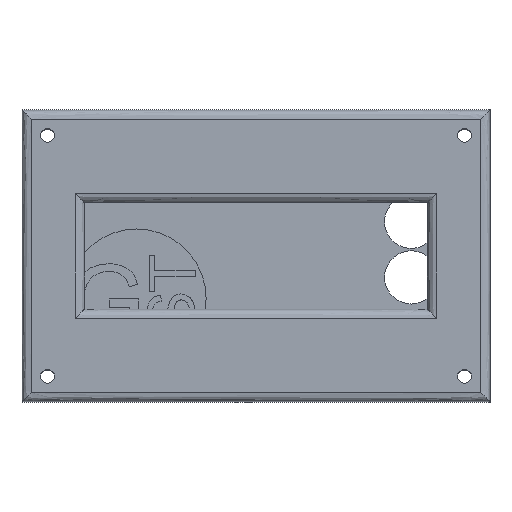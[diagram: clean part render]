
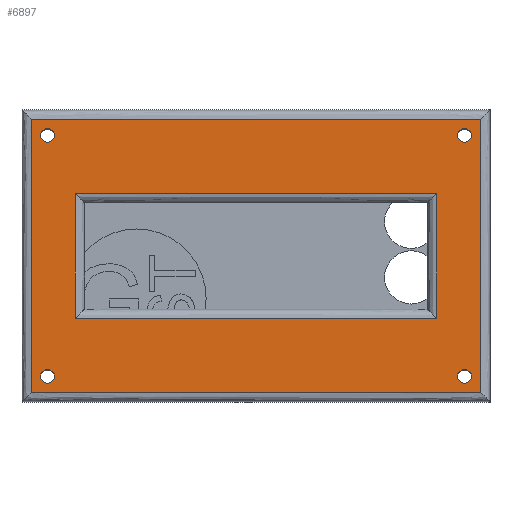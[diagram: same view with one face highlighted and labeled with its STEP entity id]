
A CAD part, top view. The second image highlights one B-rep face of the part: STEP entity #6897.
In plain terms, the highlighted planar face has unit normal (0, 0, 1).
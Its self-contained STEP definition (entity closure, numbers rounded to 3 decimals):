
#275=B_SPLINE_CURVE_WITH_KNOTS('',3,(#9067,#9068,#9069,#9070),
 .UNSPECIFIED.,.F.,.F.,(4,4),(-7.598,0.198),
 .UNSPECIFIED.);
#279=B_SPLINE_CURVE_WITH_KNOTS('',3,(#9134,#9135,#9136,#9137),
 .UNSPECIFIED.,.F.,.F.,(4,4),(-2.498,0.198),
 .UNSPECIFIED.);
#282=B_SPLINE_CURVE_WITH_KNOTS('',3,(#9186,#9187,#9188,#9189),
 .UNSPECIFIED.,.F.,.F.,(4,4),(-7.598,0.198),
 .UNSPECIFIED.);
#286=B_SPLINE_CURVE_WITH_KNOTS('',3,(#9241,#9242,#9243,#9244),
 .UNSPECIFIED.,.F.,.F.,(4,4),(-2.498,0.198),
 .UNSPECIFIED.);
#789=FACE_BOUND('',#1404,.T.);
#790=FACE_BOUND('',#1405,.T.);
#791=FACE_BOUND('',#1406,.T.);
#792=FACE_BOUND('',#1407,.T.);
#793=FACE_BOUND('',#1408,.T.);
#901=CIRCLE('',#7365,1.5);
#902=CIRCLE('',#7366,1.5);
#903=CIRCLE('',#7367,1.5);
#904=CIRCLE('',#7368,1.5);
#983=FACE_OUTER_BOUND('',#1403,.T.);
#1403=EDGE_LOOP('',(#4887,#4888,#4889,#4890));
#1404=EDGE_LOOP('',(#4891));
#1405=EDGE_LOOP('',(#4892));
#1406=EDGE_LOOP('',(#4893));
#1407=EDGE_LOOP('',(#4894));
#1408=EDGE_LOOP('',(#4895,#4896,#4897,#4898));
#1845=LINE('',#9258,#2357);
#1846=LINE('',#9260,#2358);
#1847=LINE('',#9262,#2359);
#1848=LINE('',#9263,#2360);
#2357=VECTOR('',#7808,10.);
#2358=VECTOR('',#7809,10.);
#2359=VECTOR('',#7810,10.);
#2360=VECTOR('',#7811,10.);
#2900=VERTEX_POINT('',#9065);
#2901=VERTEX_POINT('',#9066);
#2904=VERTEX_POINT('',#9133);
#2906=VERTEX_POINT('',#9185);
#2911=VERTEX_POINT('',#9256);
#2912=VERTEX_POINT('',#9257);
#2913=VERTEX_POINT('',#9259);
#2914=VERTEX_POINT('',#9261);
#2915=VERTEX_POINT('',#9264);
#2916=VERTEX_POINT('',#9266);
#2917=VERTEX_POINT('',#9268);
#2918=VERTEX_POINT('',#9270);
#3658=EDGE_CURVE('',#2900,#2901,#275,.T.);
#3662=EDGE_CURVE('',#2901,#2904,#279,.T.);
#3665=EDGE_CURVE('',#2904,#2906,#282,.T.);
#3669=EDGE_CURVE('',#2906,#2900,#286,.T.);
#3675=EDGE_CURVE('',#2911,#2912,#1845,.T.);
#3676=EDGE_CURVE('',#2912,#2913,#1846,.T.);
#3677=EDGE_CURVE('',#2913,#2914,#1847,.T.);
#3678=EDGE_CURVE('',#2914,#2911,#1848,.T.);
#3679=EDGE_CURVE('',#2915,#2915,#901,.T.);
#3680=EDGE_CURVE('',#2916,#2916,#902,.T.);
#3681=EDGE_CURVE('',#2917,#2917,#903,.T.);
#3682=EDGE_CURVE('',#2918,#2918,#904,.T.);
#4887=ORIENTED_EDGE('',*,*,#3675,.T.);
#4888=ORIENTED_EDGE('',*,*,#3676,.T.);
#4889=ORIENTED_EDGE('',*,*,#3677,.T.);
#4890=ORIENTED_EDGE('',*,*,#3678,.T.);
#4891=ORIENTED_EDGE('',*,*,#3679,.T.);
#4892=ORIENTED_EDGE('',*,*,#3680,.T.);
#4893=ORIENTED_EDGE('',*,*,#3681,.T.);
#4894=ORIENTED_EDGE('',*,*,#3682,.T.);
#4895=ORIENTED_EDGE('',*,*,#3658,.F.);
#4896=ORIENTED_EDGE('',*,*,#3669,.F.);
#4897=ORIENTED_EDGE('',*,*,#3665,.F.);
#4898=ORIENTED_EDGE('',*,*,#3662,.F.);
#6739=PLANE('',#7364);
#6897=ADVANCED_FACE('',(#983,#789,#790,#791,#792,#793),#6739,.T.);
#7364=AXIS2_PLACEMENT_3D('',#9255,#7806,#7807);
#7365=AXIS2_PLACEMENT_3D('',#9265,#7812,#7813);
#7366=AXIS2_PLACEMENT_3D('',#9267,#7814,#7815);
#7367=AXIS2_PLACEMENT_3D('',#9269,#7816,#7817);
#7368=AXIS2_PLACEMENT_3D('',#9271,#7818,#7819);
#7806=DIRECTION('center_axis',(0.,0.,1.));
#7807=DIRECTION('ref_axis',(1.,0.,0.));
#7808=DIRECTION('',(0.,1.,0.));
#7809=DIRECTION('',(-1.,0.,0.));
#7810=DIRECTION('',(0.,-1.,0.));
#7811=DIRECTION('',(1.,0.,0.));
#7812=DIRECTION('center_axis',(0.,0.,-1.));
#7813=DIRECTION('ref_axis',(1.,0.,0.));
#7814=DIRECTION('center_axis',(0.,0.,-1.));
#7815=DIRECTION('ref_axis',(1.,0.,0.));
#7816=DIRECTION('center_axis',(0.,0.,-1.));
#7817=DIRECTION('ref_axis',(1.,0.,0.));
#7818=DIRECTION('center_axis',(0.,0.,-1.));
#7819=DIRECTION('ref_axis',(1.,0.,0.));
#9065=CARTESIAN_POINT('',(11.52,18.02,80.));
#9066=CARTESIAN_POINT('',(89.48,18.02,80.));
#9067=CARTESIAN_POINT('Ctrl Pts',(11.52,18.02,80.));
#9068=CARTESIAN_POINT('Ctrl Pts',(37.514,18.02,80.));
#9069=CARTESIAN_POINT('Ctrl Pts',(63.486,18.02,80.));
#9070=CARTESIAN_POINT('Ctrl Pts',(89.48,18.02,80.));
#9133=CARTESIAN_POINT('',(89.48,44.98,80.));
#9134=CARTESIAN_POINT('Ctrl Pts',(89.48,18.02,80.));
#9135=CARTESIAN_POINT('Ctrl Pts',(89.48,27.008,80.));
#9136=CARTESIAN_POINT('Ctrl Pts',(89.48,35.992,80.));
#9137=CARTESIAN_POINT('Ctrl Pts',(89.48,44.98,80.));
#9185=CARTESIAN_POINT('',(11.52,44.98,80.));
#9186=CARTESIAN_POINT('Ctrl Pts',(89.48,44.98,80.));
#9187=CARTESIAN_POINT('Ctrl Pts',(63.486,44.98,80.));
#9188=CARTESIAN_POINT('Ctrl Pts',(37.514,44.98,80.));
#9189=CARTESIAN_POINT('Ctrl Pts',(11.52,44.98,80.));
#9241=CARTESIAN_POINT('Ctrl Pts',(11.52,44.98,80.));
#9242=CARTESIAN_POINT('Ctrl Pts',(11.52,35.992,80.));
#9243=CARTESIAN_POINT('Ctrl Pts',(11.52,27.008,80.));
#9244=CARTESIAN_POINT('Ctrl Pts',(11.52,18.02,80.));
#9255=CARTESIAN_POINT('Origin',(50.5,31.5,80.));
#9256=CARTESIAN_POINT('',(99.,2.,80.));
#9257=CARTESIAN_POINT('',(99.,61.,80.));
#9258=CARTESIAN_POINT('',(99.,5.5,80.));
#9259=CARTESIAN_POINT('',(2.,61.,80.));
#9260=CARTESIAN_POINT('',(99.,61.,80.));
#9261=CARTESIAN_POINT('',(2.,2.,80.));
#9262=CARTESIAN_POINT('',(2.,58.604,80.));
#9263=CARTESIAN_POINT('',(2.,2.,80.));
#9264=CARTESIAN_POINT('',(4.,57.5,80.));
#9265=CARTESIAN_POINT('Origin',(5.5,57.5,80.));
#9266=CARTESIAN_POINT('',(4.,5.5,80.));
#9267=CARTESIAN_POINT('Origin',(5.5,5.5,80.));
#9268=CARTESIAN_POINT('',(94.,5.5,80.));
#9269=CARTESIAN_POINT('Origin',(95.5,5.5,80.));
#9270=CARTESIAN_POINT('',(94.,57.5,80.));
#9271=CARTESIAN_POINT('Origin',(95.5,57.5,80.));
